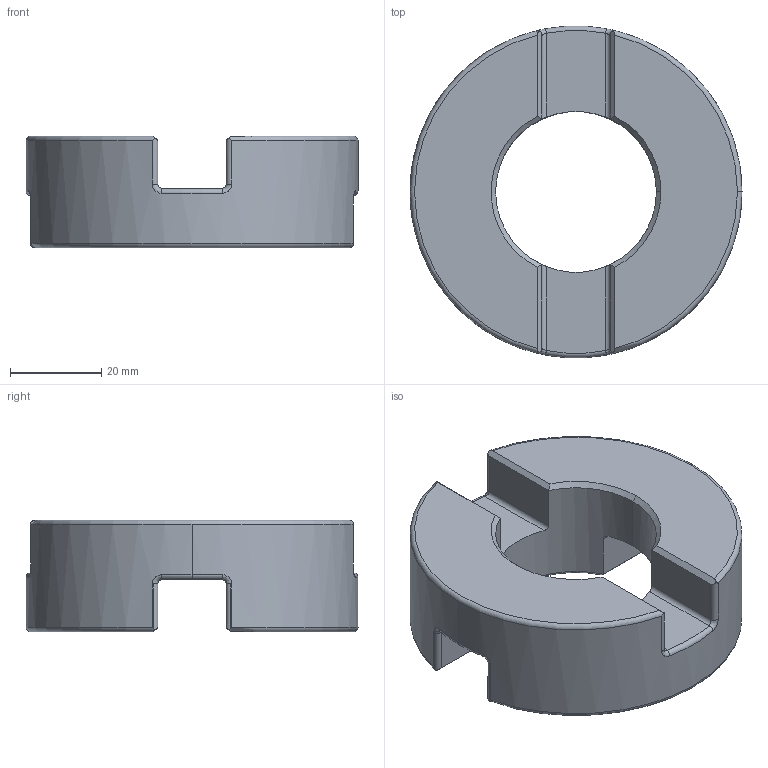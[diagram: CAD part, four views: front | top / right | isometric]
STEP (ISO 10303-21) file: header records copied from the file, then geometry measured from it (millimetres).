
FILE_DESCRIPTION (( 'STEP AP203' ), '1' );
FILE_NAME ('SOH-70-DISC.step', '2021-04-15T12:50:51', ( '' ), ( '' ), 'SwSTEP 2.0', 'SolidWorks 2021', '' );
FILE_SCHEMA (( 'CONFIG_CONTROL_DESIGN' ));
Length unit declared in the file: millimetre
Products named in the file (1): SOH-70-DISC
Bounding box: 72.9 x 72.9 x 24.5 mm (x, y, z)
Volume: 64861.2 mm3; surface area: 14612 mm2
Topology: 1 solids, 1 shells, 69 faces, 180 edges, 111 vertices
Faces by surface type: plane 24, cylinder 22, torus 10, bspline 8, cone 5
Entity records: 3076 total; most frequent: CARTESIAN_POINT 1415, ORIENTED_EDGE 360, DIRECTION 305, EDGE_CURVE 180, AXIS2_PLACEMENT_3D 121, VERTEX_POINT 111, ADVANCED_FACE 69, EDGE_LOOP 69
